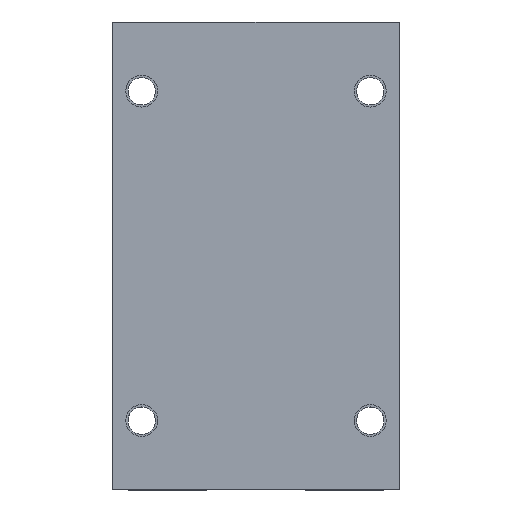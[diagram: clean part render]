
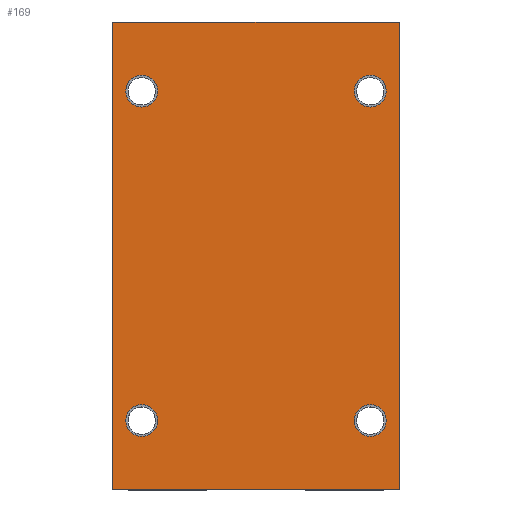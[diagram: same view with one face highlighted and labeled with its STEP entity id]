
A CAD part, top view. The second image highlights one B-rep face of the part: STEP entity #169.
In plain terms, the highlighted planar face has unit normal (0, 0, 1).
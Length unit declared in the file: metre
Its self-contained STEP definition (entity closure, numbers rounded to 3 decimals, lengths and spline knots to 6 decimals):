
#169 = ADVANCED_FACE( '', ( #366, #367, #368, #369, #370 ), #371, .T. );
#366 = FACE_BOUND( '', #567, .T. );
#367 = FACE_BOUND( '', #568, .T. );
#368 = FACE_OUTER_BOUND( '', #569, .T. );
#369 = FACE_BOUND( '', #570, .T. );
#370 = FACE_BOUND( '', #571, .T. );
#371 = PLANE( '', #572 );
#567 = EDGE_LOOP( '', ( #988 ) );
#568 = EDGE_LOOP( '', ( #989 ) );
#569 = EDGE_LOOP( '', ( #990, #991, #992, #993 ) );
#570 = EDGE_LOOP( '', ( #994 ) );
#571 = EDGE_LOOP( '', ( #995 ) );
#572 = AXIS2_PLACEMENT_3D( '', #996, #997, #998 );
#988 = ORIENTED_EDGE( '', *, *, #1126, .T. );
#989 = ORIENTED_EDGE( '', *, *, #1182, .T. );
#990 = ORIENTED_EDGE( '', *, *, #1120, .F. );
#991 = ORIENTED_EDGE( '', *, *, #1099, .F. );
#992 = ORIENTED_EDGE( '', *, *, #1144, .T. );
#993 = ORIENTED_EDGE( '', *, *, #1195, .T. );
#994 = ORIENTED_EDGE( '', *, *, #1205, .T. );
#995 = ORIENTED_EDGE( '', *, *, #1180, .T. );
#996 = CARTESIAN_POINT( '', ( -0.054, -0.088, 0.045 ) );
#997 = DIRECTION( '', ( 0., 0., 1. ) );
#998 = DIRECTION( '', ( 1., 0., 0. ) );
#1099 = EDGE_CURVE( '', #1309, #1311, #1312, .T. );
#1120 = EDGE_CURVE( '', #1311, #1346, #1347, .T. );
#1126 = EDGE_CURVE( '', #1356, #1356, #1357, .T. );
#1144 = EDGE_CURVE( '', #1309, #1380, #1382, .T. );
#1180 = EDGE_CURVE( '', #1430, #1430, #1431, .T. );
#1182 = EDGE_CURVE( '', #1433, #1433, #1434, .T. );
#1195 = EDGE_CURVE( '', #1380, #1346, #1450, .T. );
#1205 = EDGE_CURVE( '', #1462, #1462, #1463, .T. );
#1309 = VERTEX_POINT( '', #1603 );
#1311 = VERTEX_POINT( '', #1606 );
#1312 = LINE( '', #1607, #1608 );
#1346 = VERTEX_POINT( '', #1655 );
#1347 = LINE( '', #1656, #1657 );
#1356 = VERTEX_POINT( '', #1669 );
#1357 = CIRCLE( '', #1670, 0.006 );
#1380 = VERTEX_POINT( '', #1697 );
#1382 = LINE( '', #1700, #1701 );
#1430 = VERTEX_POINT( '', #1763 );
#1431 = CIRCLE( '', #1764, 0.006 );
#1433 = VERTEX_POINT( '', #1766 );
#1434 = CIRCLE( '', #1767, 0.006 );
#1450 = LINE( '', #1849, #1850 );
#1462 = VERTEX_POINT( '', #1974 );
#1463 = CIRCLE( '', #1975, 0.006 );
#1603 = CARTESIAN_POINT( '', ( -0.054, -0.088, 0.045 ) );
#1606 = CARTESIAN_POINT( '', ( -0.054, 0.088, 0.045 ) );
#1607 = CARTESIAN_POINT( '', ( -0.054, -0.088, 0.045 ) );
#1608 = VECTOR( '', #2048, 1. );
#1655 = CARTESIAN_POINT( '', ( 0.054, 0.088, 0.045 ) );
#1656 = CARTESIAN_POINT( '', ( -0.054, 0.088, 0.045 ) );
#1657 = VECTOR( '', #2074, 1. );
#1669 = CARTESIAN_POINT( '', ( 0.043, -0.056, 0.045 ) );
#1670 = AXIS2_PLACEMENT_3D( '', #2081, #2082, #2083 );
#1697 = CARTESIAN_POINT( '', ( 0.054, -0.088, 0.045 ) );
#1700 = CARTESIAN_POINT( '', ( -0.054, -0.088, 0.045 ) );
#1701 = VECTOR( '', #2107, 1. );
#1763 = CARTESIAN_POINT( '', ( -0.043, -0.056, 0.045 ) );
#1764 = AXIS2_PLACEMENT_3D( '', #2146, #2147, #2148 );
#1766 = CARTESIAN_POINT( '', ( -0.043, 0.068, 0.045 ) );
#1767 = AXIS2_PLACEMENT_3D( '', #2149, #2150, #2151 );
#1849 = CARTESIAN_POINT( '', ( 0.054, -0.088, 0.045 ) );
#1850 = VECTOR( '', #2161, 1. );
#1974 = CARTESIAN_POINT( '', ( 0.043, 0.068, 0.045 ) );
#1975 = AXIS2_PLACEMENT_3D( '', #2164, #2165, #2166 );
#2048 = DIRECTION( '', ( 0., 1., 0. ) );
#2074 = DIRECTION( '', ( 1., 0., 0. ) );
#2081 = CARTESIAN_POINT( '', ( 0.043, -0.062, 0.045 ) );
#2082 = DIRECTION( '', ( 0., 0., -1. ) );
#2083 = DIRECTION( '', ( 0., 1., 0. ) );
#2107 = DIRECTION( '', ( 1., 0., 0. ) );
#2146 = CARTESIAN_POINT( '', ( -0.043, -0.062, 0.045 ) );
#2147 = DIRECTION( '', ( 0., 0., -1. ) );
#2148 = DIRECTION( '', ( 0., 1., 0. ) );
#2149 = CARTESIAN_POINT( '', ( -0.043, 0.062, 0.045 ) );
#2150 = DIRECTION( '', ( 0., 0., -1. ) );
#2151 = DIRECTION( '', ( 0., 1., 0. ) );
#2161 = DIRECTION( '', ( 0., 1., 0. ) );
#2164 = CARTESIAN_POINT( '', ( 0.043, 0.062, 0.045 ) );
#2165 = DIRECTION( '', ( 0., 0., -1. ) );
#2166 = DIRECTION( '', ( 0., 1., 0. ) );
